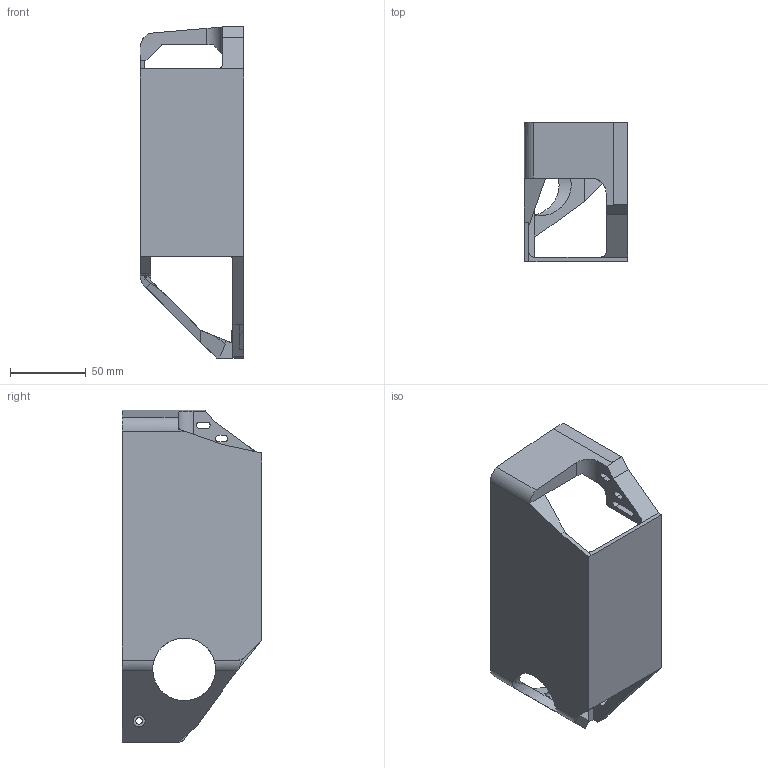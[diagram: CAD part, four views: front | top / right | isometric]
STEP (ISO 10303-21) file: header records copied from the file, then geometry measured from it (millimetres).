
FILE_DESCRIPTION(/* description */ (''),/* implementation_level */ '2;1');
FILE_NAME(/* name */ '',/* time_stamp */ '2024-10-15T18:56:38+03:00',/* author */ ('Phantom'),/* organization */ (''),/* preprocessor_version */ 'ST-DEVELOPER v20',/* originating_system */ 'Autodesk Inventor 2025',/* authorisation */ '');
FILE_SCHEMA (('AUTOMOTIVE_DESIGN { 1 0 10303 214 3 1 1 }'));
Length unit declared in the file: millimetre
Products named in the file (1): другая СОВЕРШЕННОЕ 
ТОЛСТАЯ
Bounding box: 68 x 91.84 x 218.73 mm (x, y, z)
Volume: 151365.6 mm3; surface area: 72643.1 mm2
Topology: 1 solids, 1 shells, 132 faces, 428 edges, 339 vertices
Faces by surface type: plane 95, cylinder 34, bspline 2, torus 1
Full cylindrical faces by diameter (mm): 4.2 x2, 6.5 x1, 8 x1, 9 x1
Entity records: 4870 total; most frequent: CARTESIAN_POINT 1020, ORIENTED_EDGE 780, DIRECTION 772, EDGE_CURVE 390, LINE 288, VECTOR 288, VERTEX_POINT 255, AXIS2_PLACEMENT_3D 242
